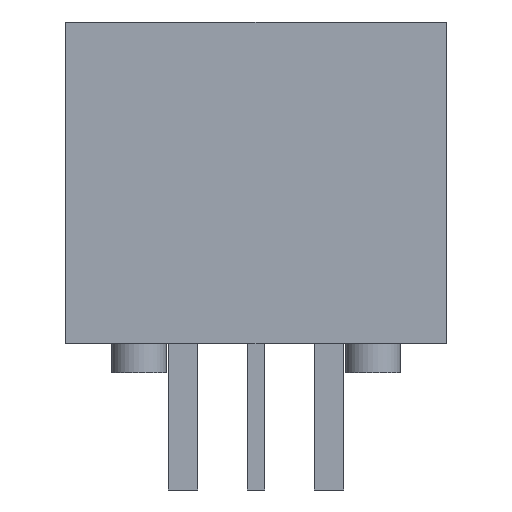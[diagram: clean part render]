
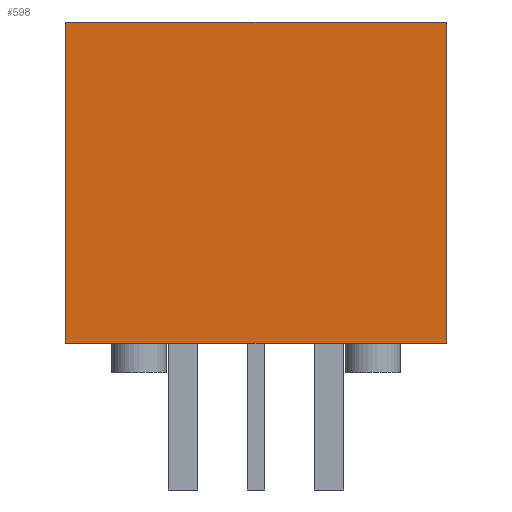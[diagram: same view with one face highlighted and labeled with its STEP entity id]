
A CAD part, front view. The second image highlights one B-rep face of the part: STEP entity #598.
In plain terms, the highlighted planar face has unit normal (0, -1, 0).
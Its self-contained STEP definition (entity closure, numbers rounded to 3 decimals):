
#91=FACE_OUTER_BOUND('',#134,.T.);
#134=EDGE_LOOP('',(#498,#499,#500,#501));
#197=LINE('',#994,#254);
#198=LINE('',#997,#255);
#199=LINE('',#999,#256);
#200=LINE('',#1000,#257);
#254=VECTOR('',#822,10.);
#255=VECTOR('',#825,10.);
#256=VECTOR('',#826,10.);
#257=VECTOR('',#827,10.);
#303=VERTEX_POINT('',#990);
#304=VERTEX_POINT('',#992);
#305=VERTEX_POINT('',#996);
#306=VERTEX_POINT('',#998);
#372=EDGE_CURVE('',#303,#304,#197,.T.);
#373=EDGE_CURVE('',#305,#303,#198,.T.);
#374=EDGE_CURVE('',#306,#304,#199,.T.);
#375=EDGE_CURVE('',#305,#306,#200,.T.);
#498=ORIENTED_EDGE('',*,*,#373,.T.);
#499=ORIENTED_EDGE('',*,*,#372,.T.);
#500=ORIENTED_EDGE('',*,*,#374,.F.);
#501=ORIENTED_EDGE('',*,*,#375,.F.);
#560=PLANE('',#670);
#598=ADVANCED_FACE('',(#91),#560,.T.);
#670=AXIS2_PLACEMENT_3D('',#995,#823,#824);
#822=DIRECTION('',(0.,0.,1.));
#823=DIRECTION('center_axis',(0.,-1.,0.));
#824=DIRECTION('ref_axis',(1.,0.,0.));
#825=DIRECTION('',(1.,0.,0.));
#826=DIRECTION('',(1.,0.,0.));
#827=DIRECTION('',(0.,0.,1.));
#990=CARTESIAN_POINT('',(6.5,-18.,0.));
#992=CARTESIAN_POINT('',(6.5,-18.,11.));
#994=CARTESIAN_POINT('',(6.5,-18.,0.));
#995=CARTESIAN_POINT('Origin',(-6.5,-18.,0.));
#996=CARTESIAN_POINT('',(-6.5,-18.,0.));
#997=CARTESIAN_POINT('',(-6.5,-18.,0.));
#998=CARTESIAN_POINT('',(-6.5,-18.,11.));
#999=CARTESIAN_POINT('',(-6.5,-18.,11.));
#1000=CARTESIAN_POINT('',(-6.5,-18.,0.));
